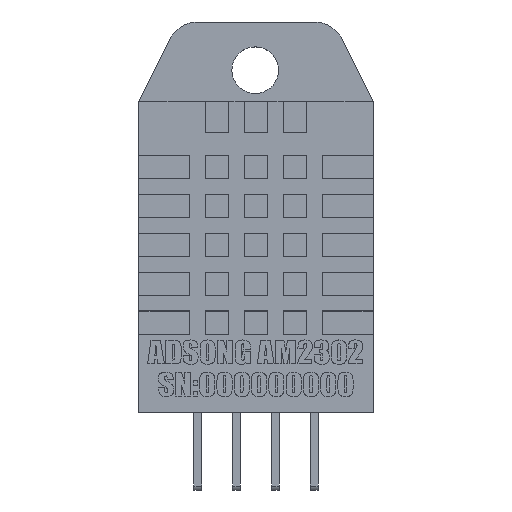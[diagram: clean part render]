
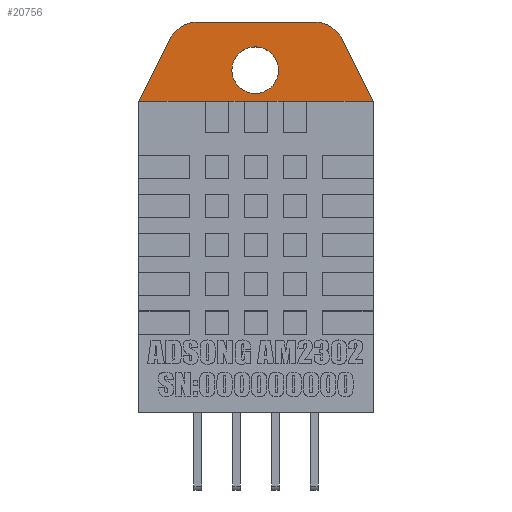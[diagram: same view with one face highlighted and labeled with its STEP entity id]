
A CAD part, top view. The second image highlights one B-rep face of the part: STEP entity #20756.
In plain terms, the highlighted planar face has unit normal (0, 0, 1).
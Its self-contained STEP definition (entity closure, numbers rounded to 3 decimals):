
#1440 = ORIENTED_EDGE ( 'NONE', *, *, #24316, .T. ) ;
#1791 = CARTESIAN_POINT ( 'NONE',  ( 6., 22., 2. ) ) ;
#3248 = CARTESIAN_POINT ( 'NONE',  ( 12.55, 25.1, 2. ) ) ;
#3523 = DIRECTION ( 'NONE',  ( -1., 0., 0. ) ) ;
#4496 = AXIS2_PLACEMENT_3D ( 'NONE', #20240, #30831, #3523 ) ;
#4715 = DIRECTION ( 'NONE',  ( 0., 0., 1. ) ) ;
#5016 = DIRECTION ( 'NONE',  ( 1., 0., 0. ) ) ;
#5762 = DIRECTION ( 'NONE',  ( 1., 0., 0. ) ) ;
#5968 = CARTESIAN_POINT ( 'NONE',  ( 0., 20., 2. ) ) ;
#6297 = DIRECTION ( 'NONE',  ( -0.447, -0.894, 0. ) ) ;
#6356 = AXIS2_PLACEMENT_3D ( 'NONE', #20724, #4715, #16038 ) ;
#8144 = EDGE_CURVE ( 'NONE', #13401, #17939, #9710, .T. ) ;
#9052 = AXIS2_PLACEMENT_3D ( 'NONE', #21207, #10904, #5016 ) ;
#9710 = LINE ( 'NONE', #33887, #15807 ) ;
#9818 = VERTEX_POINT ( 'NONE', #21501 ) ;
#10904 = DIRECTION ( 'NONE',  ( 0., 0., 1. ) ) ;
#11061 = PLANE ( 'NONE',  #27165 ) ;
#11580 = DIRECTION ( 'NONE',  ( -0.447, 0.894, 0. ) ) ;
#12000 = CARTESIAN_POINT ( 'NONE',  ( 13.103, 23.994, 2. ) ) ;
#12198 = ORIENTED_EDGE ( 'NONE', *, *, #23706, .T. ) ;
#12951 = CIRCLE ( 'NONE', #9052, 1.5 ) ;
#13401 = VERTEX_POINT ( 'NONE', #15374 ) ;
#14119 = VERTEX_POINT ( 'NONE', #12000 ) ;
#14282 = CARTESIAN_POINT ( 'NONE',  ( 7.5, 22., 2. ) ) ;
#14527 = EDGE_CURVE ( 'NONE', #17939, #34026, #25632, .T. ) ;
#14549 = DIRECTION ( 'NONE',  ( -1., 0., 0. ) ) ;
#15374 = CARTESIAN_POINT ( 'NONE',  ( 11.314, 25.1, 2. ) ) ;
#15807 = VECTOR ( 'NONE', #20352, 1000. ) ;
#15856 = EDGE_CURVE ( 'NONE', #16785, #22326, #17935, .T. ) ;
#16038 = DIRECTION ( 'NONE',  ( -1., 0., 0. ) ) ;
#16124 = VERTEX_POINT ( 'NONE', #26070 ) ;
#16552 = EDGE_LOOP ( 'NONE', ( #19522, #19167 ) ) ;
#16785 = VERTEX_POINT ( 'NONE', #21029 ) ;
#17935 = CIRCLE ( 'NONE', #20171, 1.5 ) ;
#17939 = VERTEX_POINT ( 'NONE', #19906 ) ;
#18346 = EDGE_CURVE ( 'NONE', #14119, #13401, #28606, .T. ) ;
#18751 = FACE_BOUND ( 'NONE', #16552, .T. ) ;
#19167 = ORIENTED_EDGE ( 'NONE', *, *, #15856, .F. ) ;
#19475 = VECTOR ( 'NONE', #14549, 1000. ) ;
#19522 = ORIENTED_EDGE ( 'NONE', *, *, #33377, .F. ) ;
#19906 = CARTESIAN_POINT ( 'NONE',  ( 3.786, 25.1, 2. ) ) ;
#20171 = AXIS2_PLACEMENT_3D ( 'NONE', #14282, #22270, #5762 ) ;
#20240 = CARTESIAN_POINT ( 'NONE',  ( 3.786, 23.1, 2. ) ) ;
#20294 = DIRECTION ( 'NONE',  ( 0., 0., -1. ) ) ;
#20347 = ORIENTED_EDGE ( 'NONE', *, *, #18346, .T. ) ;
#20352 = DIRECTION ( 'NONE',  ( -1., 0., 0. ) ) ;
#20724 = CARTESIAN_POINT ( 'NONE',  ( 11.314, 23.1, 2. ) ) ;
#20756 = ADVANCED_FACE ( 'NONE', ( #18751, #27113 ), #11061, .F. ) ;
#21029 = CARTESIAN_POINT ( 'NONE',  ( 9., 22., 2. ) ) ;
#21207 = CARTESIAN_POINT ( 'NONE',  ( 7.5, 22., 2. ) ) ;
#21501 = CARTESIAN_POINT ( 'NONE',  ( 0., 20., 2. ) ) ;
#21531 = CARTESIAN_POINT ( 'NONE',  ( 0., 0., 2. ) ) ;
#22270 = DIRECTION ( 'NONE',  ( 0., 0., 1. ) ) ;
#22326 = VERTEX_POINT ( 'NONE', #1791 ) ;
#23706 = EDGE_CURVE ( 'NONE', #34026, #9818, #32391, .T. ) ;
#24316 = EDGE_CURVE ( 'NONE', #16124, #14119, #27458, .T. ) ;
#24626 = VECTOR ( 'NONE', #6297, 1000. ) ;
#25361 = DIRECTION ( 'NONE',  ( -1., 0., 0. ) ) ;
#25632 = CIRCLE ( 'NONE', #4496, 2. ) ;
#26070 = CARTESIAN_POINT ( 'NONE',  ( 15.1, 20., 2. ) ) ;
#27113 = FACE_OUTER_BOUND ( 'NONE', #31965, .T. ) ;
#27165 = AXIS2_PLACEMENT_3D ( 'NONE', #21531, #20294, #25361 ) ;
#27458 = LINE ( 'NONE', #3248, #33533 ) ;
#27543 = CARTESIAN_POINT ( 'NONE',  ( 1.997, 23.994, 2. ) ) ;
#28606 = CIRCLE ( 'NONE', #6356, 2. ) ;
#29268 = ORIENTED_EDGE ( 'NONE', *, *, #8144, .T. ) ;
#29302 = ORIENTED_EDGE ( 'NONE', *, *, #14527, .T. ) ;
#30186 = EDGE_CURVE ( 'NONE', #16124, #9818, #33486, .T. ) ;
#30831 = DIRECTION ( 'NONE',  ( 0., 0., 1. ) ) ;
#31240 = ORIENTED_EDGE ( 'NONE', *, *, #30186, .F. ) ;
#31965 = EDGE_LOOP ( 'NONE', ( #1440, #20347, #29268, #29302, #12198, #31240 ) ) ;
#32391 = LINE ( 'NONE', #5968, #24626 ) ;
#32956 = CARTESIAN_POINT ( 'NONE',  ( 0., 20., 2. ) ) ;
#33377 = EDGE_CURVE ( 'NONE', #22326, #16785, #12951, .T. ) ;
#33486 = LINE ( 'NONE', #32956, #19475 ) ;
#33533 = VECTOR ( 'NONE', #11580, 1000. ) ;
#33887 = CARTESIAN_POINT ( 'NONE',  ( 2.55, 25.1, 2. ) ) ;
#34026 = VERTEX_POINT ( 'NONE', #27543 ) ;
